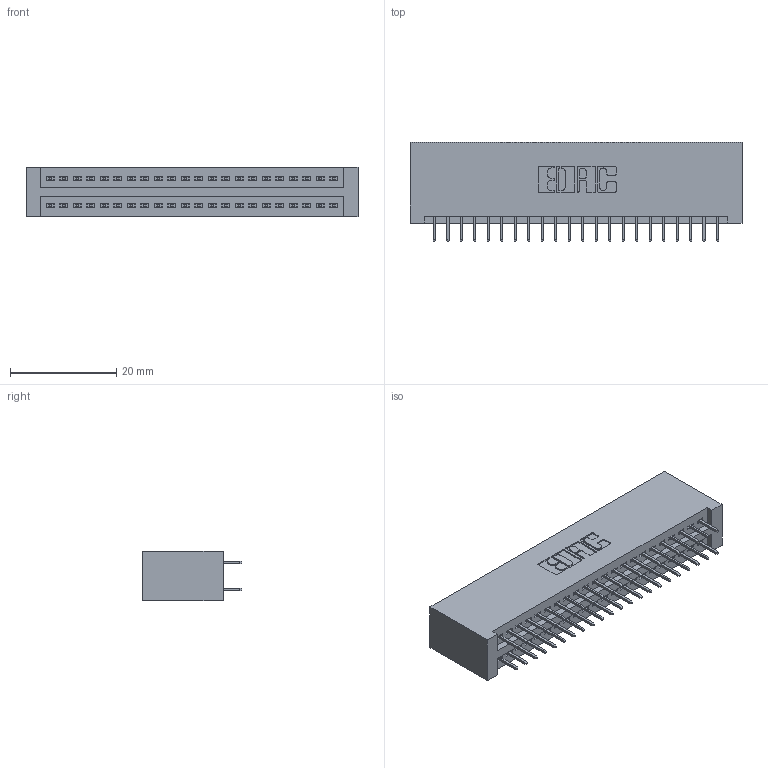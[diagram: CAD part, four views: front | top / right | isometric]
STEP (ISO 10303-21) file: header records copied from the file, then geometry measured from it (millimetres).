
FILE_DESCRIPTION (( 'STEP AP203' ), '1' );
FILE_NAME ('845-044-525-201.STEP', '2020-09-23T06:31:44', ( '' ), ( '' ), 'SwSTEP 2.0', 'SolidWorks 2020', '' );
FILE_SCHEMA (( 'CONFIG_CONTROL_DESIGN' ));
Length unit declared in the file: inch
Products named in the file (3): 345-292-001_345-293-125; 845-044-525-201; 845 Part_No Mounting Lugs
Assembly tree (45 placements, depth 2):
  845-044-525-201
    845 Part_No Mounting Lugs
    345-292-001_345-293-125  x44
Bounding box: 62.48 x 18.72 x 9.4 mm (x, y, z)
Volume: 6427.6 mm3; surface area: 9198.7 mm2
Topology: 45 solids, 45 shells, 2494 faces, 7049 edges, 4522 vertices
Faces by surface type: plane 1792, cylinder 702
Entity records: 19751 total; most frequent: CARTESIAN_POINT 3328, ORIENTED_EDGE 3262, DIRECTION 2955, EDGE_CURVE 1631, VECTOR 1423, LINE 1423, VERTEX_POINT 1082, AXIS2_PLACEMENT_3D 766
